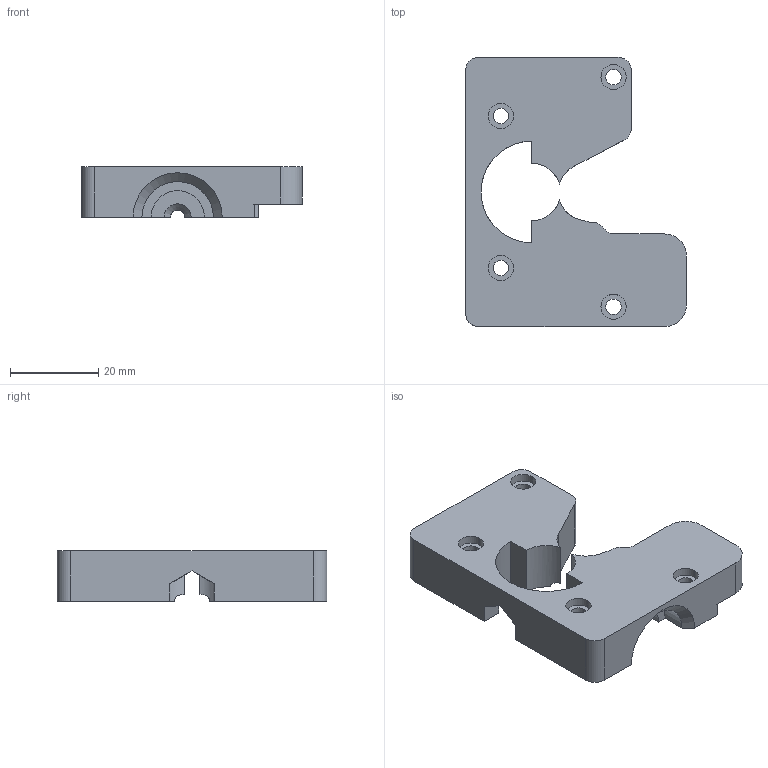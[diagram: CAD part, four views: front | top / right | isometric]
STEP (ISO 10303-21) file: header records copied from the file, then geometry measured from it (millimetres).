
FILE_DESCRIPTION (( 'STEP AP203' ), '1' );
FILE_NAME ('Extruder body 1.STEP', '2021-07-11T13:00:40', ( '' ), ( '' ), 'SwSTEP 2.0', 'SolidWorks 2020', '' );
FILE_SCHEMA (( 'CONFIG_CONTROL_DESIGN' ));
Length unit declared in the file: millimetre
Products named in the file (1): Extruder body 1
Bounding box: 50 x 61 x 11.47 mm (x, y, z)
Volume: 18193.3 mm3; surface area: 8229 mm2
Topology: 1 solids, 1 shells, 84 faces, 229 edges, 152 vertices
Faces by surface type: cylinder 46, plane 32, cone 6
Entity records: 2825 total; most frequent: CARTESIAN_POINT 526, DIRECTION 484, ORIENTED_EDGE 458, EDGE_CURVE 229, AXIS2_PLACEMENT_3D 178, VERTEX_POINT 152, VECTOR 128, LINE 128
